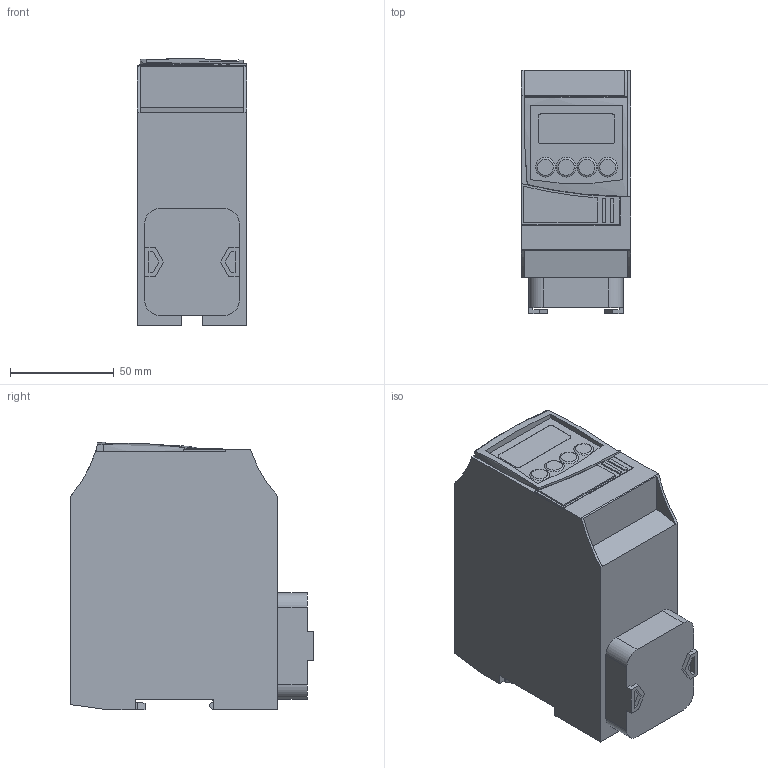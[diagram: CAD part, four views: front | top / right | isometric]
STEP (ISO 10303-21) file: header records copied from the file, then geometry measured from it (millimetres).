
FILE_DESCRIPTION (( 'STEP AP214' ), '1' );
FILE_NAME ('CFW100B02P6S220G2.STEP', '2019-10-07T13:18:03', ( '' ), ( '' ), 'SwSTEP 2.0', 'SolidWorks 2017', '' );
FILE_SCHEMA (( 'AUTOMOTIVE_DESIGN' ));
Length unit declared in the file: inch
Products named in the file (1): CFW100B02P6S220G2
Bounding box: 52.64 x 117.3 x 129.05 mm (x, y, z)
Volume: 653229.4 mm3; surface area: 53283.7 mm2
Topology: 1 solids, 1 shells, 150 faces, 412 edges, 272 vertices
Faces by surface type: plane 118, cylinder 22, cone 8, bspline 2
Entity records: 4907 total; most frequent: CARTESIAN_POINT 1017, ORIENTED_EDGE 824, DIRECTION 755, EDGE_CURVE 412, VECTOR 341, LINE 341, VERTEX_POINT 272, AXIS2_PLACEMENT_3D 207
